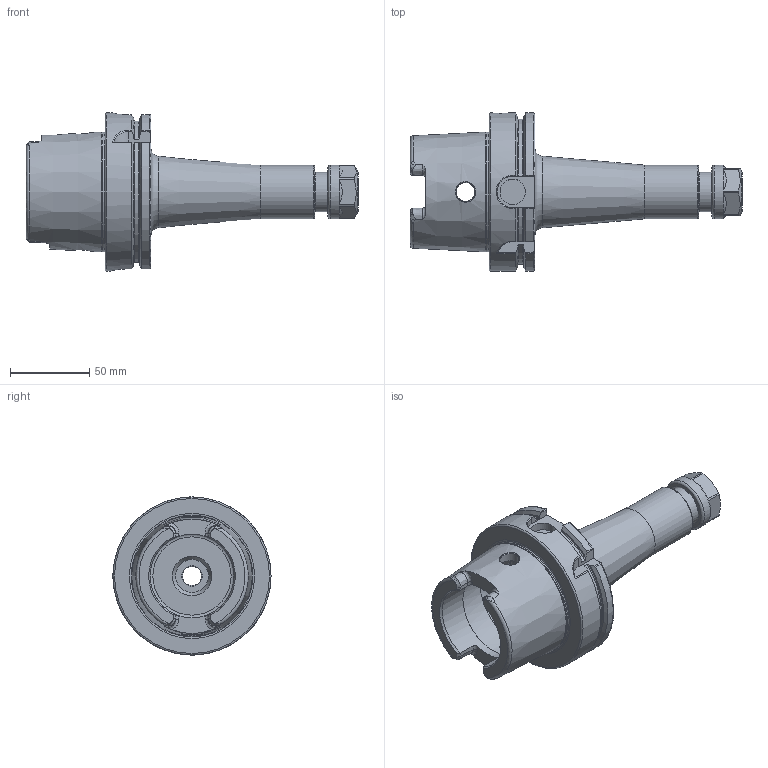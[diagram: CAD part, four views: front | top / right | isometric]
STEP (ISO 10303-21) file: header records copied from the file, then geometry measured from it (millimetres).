
FILE_DESCRIPTION(/* description */ (''),/* implementation_level */ '2;1');
FILE_NAME(/* name */ 'HSK100A-ER20H-160.stp',/* time_stamp */ '2021-02-05T14:19:10-06:00',/* author */ ('ldfli'),/* organization */ ('Pioneer N.A.'),/* preprocessor_version */ 'ST-DEVELOPER v18.1',/* originating_system */ 'Autodesk Inventor LT',/* authorisation */ '');
FILE_SCHEMA (('AUTOMOTIVE_DESIGN { 1 0 10303 214 3 1 1 }'));
Length unit declared in the file: millimetre
Products named in the file (1): HSK100A-ER20H-160
Bounding box: 210 x 100 x 100 mm (x, y, z)
Volume: 370757.3 mm3; surface area: 71787.1 mm2
Topology: 2 solids, 2 shells, 210 faces, 601 edges, 404 vertices
Faces by surface type: plane 73, bspline 46, cylinder 34, torus 30, cone 27
Full cylindrical faces by diameter (mm): 10 x1, 12 x3, 12.751 x1, 14.5 x1, 15.71 x1, 16 x1, 18.708 x1, 21 x1, 23.5 x1, 25 x1, 26 x2, 34 x2, 53 x2, 63 x1, 75.519 x1, 100 x1
Entity records: 9965 total; most frequent: CARTESIAN_POINT 4677, ORIENTED_EDGE 1206, DIRECTION 997, EDGE_CURVE 603, VERTEX_POINT 406, AXIS2_PLACEMENT_3D 403, CIRCLE 234, EDGE_LOOP 227
